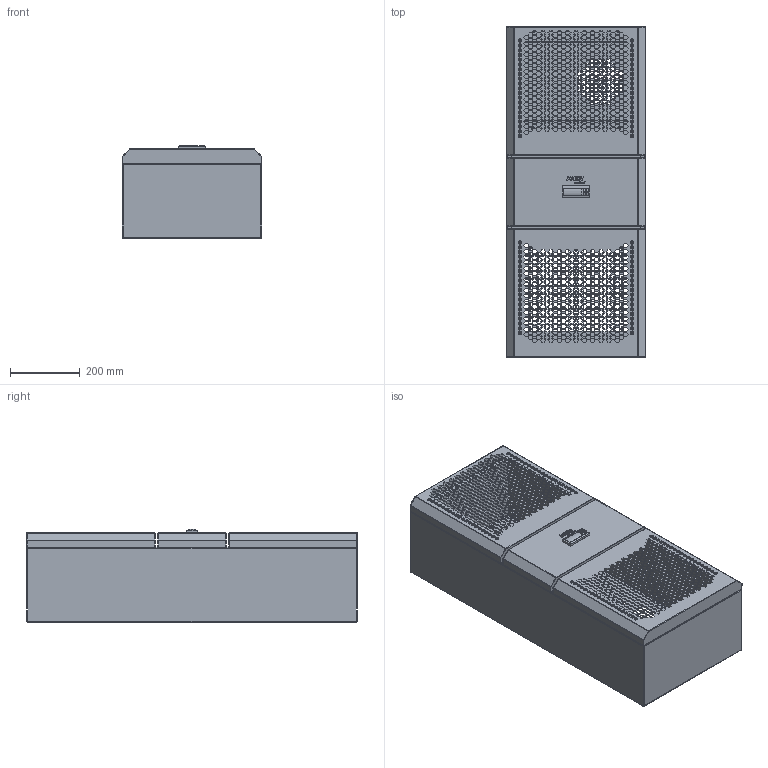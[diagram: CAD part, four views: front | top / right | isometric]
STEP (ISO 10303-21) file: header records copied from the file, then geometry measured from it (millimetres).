
FILE_DESCRIPTION(/* description */ (''),/* implementation_level */ '2;1');
FILE_NAME(/* name */ 'MCF-15.212B_3D.stp',/* time_stamp */ '2024-10-03T17:12:34+03:00',/* author */ ('vvsam'),/* organization */ (''),/* preprocessor_version */ 'ST-DEVELOPER v19',/* originating_system */ 'Autodesk Inventor 2023',/* authorisation */ '');
FILE_SCHEMA (('AUTOMOTIVE_DESIGN { 1 0 10303 214 3 1 1 }'));
Products named in the file (1): MCF-15.212B_3D
Bounding box: 400 x 950 x 268.38 mm (x, y, z)
Volume: 1986921.8 mm3; surface area: 2728340.3 mm2
Topology: 1 solids, 1 shells, 9300 faces, 27647 edges, 18346 vertices
Faces by surface type: plane 9194, cylinder 92, bspline 14
Full cylindrical faces by diameter (mm): 6.2 x4, 9.5 x8
Entity records: 320260 total; most frequent: CARTESIAN_POINT 56482, ORIENTED_EDGE 55294, DIRECTION 46365, EDGE_CURVE 27647, LINE 27415, VECTOR 27415, VERTEX_POINT 18346, EDGE_LOOP 11803
